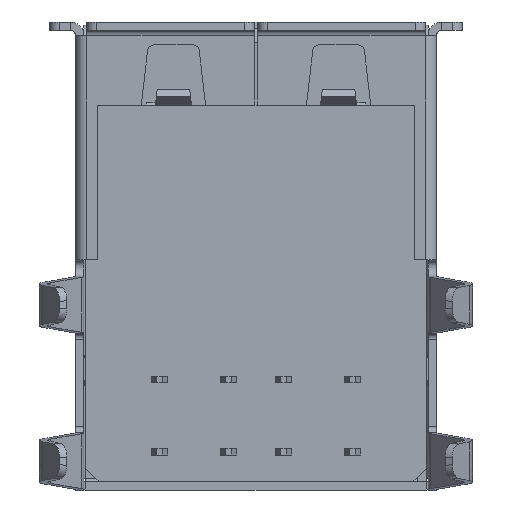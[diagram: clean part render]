
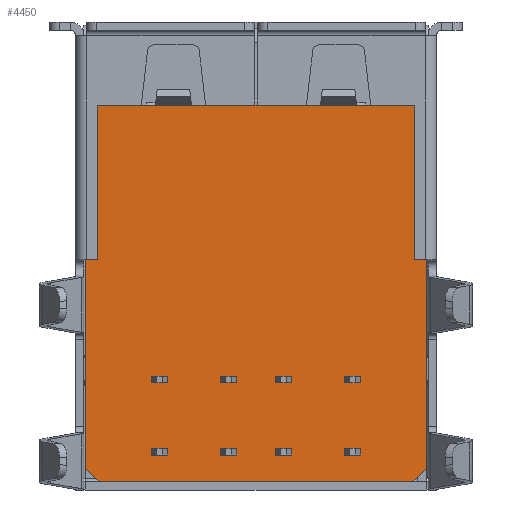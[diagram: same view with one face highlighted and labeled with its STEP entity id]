
A CAD part, front view. The second image highlights one B-rep face of the part: STEP entity #4450.
In plain terms, the highlighted planar face has unit normal (0, -1, 0).
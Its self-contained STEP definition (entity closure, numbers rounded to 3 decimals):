
#641 = EDGE_CURVE ( 'NONE', #23959, #3720, #17971, .T. ) ;
#837 = VERTEX_POINT ( 'NONE', #7958 ) ;
#850 = EDGE_CURVE ( 'NONE', #11633, #4838, #23535, .T. ) ;
#859 = CARTESIAN_POINT ( 'NONE',  ( 6.2, 0., 1.65 ) ) ;
#1298 = DIRECTION ( 'NONE',  ( 0., 0., 1. ) ) ;
#1444 = EDGE_CURVE ( 'NONE', #837, #24234, #17623, .T. ) ;
#1811 = VECTOR ( 'NONE', #15027, 1000. ) ;
#1836 = CARTESIAN_POINT ( 'NONE',  ( -6.2, 0., -5.92 ) ) ;
#2275 = DIRECTION ( 'NONE',  ( 0., 0., 1. ) ) ;
#2869 = CARTESIAN_POINT ( 'NONE',  ( 5.75, 0., 1.65 ) ) ;
#2938 = VERTEX_POINT ( 'NONE', #19221 ) ;
#3590 = ORIENTED_EDGE ( 'NONE', *, *, #641, .F. ) ;
#3720 = VERTEX_POINT ( 'NONE', #16241 ) ;
#3741 = VECTOR ( 'NONE', #5702, 1000. ) ;
#4185 = DIRECTION ( 'NONE',  ( 1., 0., 0. ) ) ;
#4241 = CARTESIAN_POINT ( 'NONE',  ( -5.75, 0., 7.25 ) ) ;
#4339 = EDGE_CURVE ( 'NONE', #10543, #23959, #5369, .T. ) ;
#4450 = ADVANCED_FACE ( 'NONE', ( #17071 ), #24009, .T. ) ;
#4594 = EDGE_CURVE ( 'NONE', #5260, #2938, #5682, .T. ) ;
#4663 = VECTOR ( 'NONE', #18434, 1000. ) ;
#4838 = VERTEX_POINT ( 'NONE', #10094 ) ;
#5053 = LINE ( 'NONE', #11883, #3741 ) ;
#5231 = ORIENTED_EDGE ( 'NONE', *, *, #10589, .F. ) ;
#5260 = VERTEX_POINT ( 'NONE', #16176 ) ;
#5369 = LINE ( 'NONE', #17075, #24571 ) ;
#5682 = LINE ( 'NONE', #23308, #23904 ) ;
#5702 = DIRECTION ( 'NONE',  ( -1., 0., 0. ) ) ;
#6306 = AXIS2_PLACEMENT_3D ( 'NONE', #13768, #26230, #22063 ) ;
#7200 = CARTESIAN_POINT ( 'NONE',  ( -6.2, 0., 1.65 ) ) ;
#7657 = EDGE_CURVE ( 'NONE', #4838, #5260, #11042, .T. ) ;
#7958 = CARTESIAN_POINT ( 'NONE',  ( 6.2, 0., -5.92 ) ) ;
#8079 = EDGE_CURVE ( 'NONE', #3720, #23532, #18413, .T. ) ;
#8610 = CARTESIAN_POINT ( 'NONE',  ( 5.75, 0., 7.25 ) ) ;
#9004 = EDGE_LOOP ( 'NONE', ( #3590, #21516, #12116, #13764, #10158, #26200, #5231, #14113, #18696, #15976 ) ) ;
#9112 = CARTESIAN_POINT ( 'NONE',  ( 5.75, 0., 7.25 ) ) ;
#10094 = CARTESIAN_POINT ( 'NONE',  ( -6.2, 0., -5.92 ) ) ;
#10158 = ORIENTED_EDGE ( 'NONE', *, *, #7657, .F. ) ;
#10289 = LINE ( 'NONE', #23523, #1811 ) ;
#10527 = VECTOR ( 'NONE', #22203, 1000. ) ;
#10543 = VERTEX_POINT ( 'NONE', #4241 ) ;
#10589 = EDGE_CURVE ( 'NONE', #24234, #11633, #5053, .T. ) ;
#11042 = LINE ( 'NONE', #7200, #19127 ) ;
#11633 = VERTEX_POINT ( 'NONE', #16868 ) ;
#11874 = CARTESIAN_POINT ( 'NONE',  ( 5.7, 0., -6.42 ) ) ;
#11883 = CARTESIAN_POINT ( 'NONE',  ( 5.7, 0., -6.42 ) ) ;
#12116 = ORIENTED_EDGE ( 'NONE', *, *, #12391, .F. ) ;
#12391 = EDGE_CURVE ( 'NONE', #2938, #10543, #26371, .T. ) ;
#13764 = ORIENTED_EDGE ( 'NONE', *, *, #4594, .F. ) ;
#13768 = CARTESIAN_POINT ( 'NONE',  ( 0., 0., -2.84 ) ) ;
#14113 = ORIENTED_EDGE ( 'NONE', *, *, #1444, .F. ) ;
#15027 = DIRECTION ( 'NONE',  ( 0., 0., -1. ) ) ;
#15976 = ORIENTED_EDGE ( 'NONE', *, *, #8079, .F. ) ;
#16176 = CARTESIAN_POINT ( 'NONE',  ( -6.2, 0., 1.65 ) ) ;
#16241 = CARTESIAN_POINT ( 'NONE',  ( 5.75, 0., 1.65 ) ) ;
#16630 = VECTOR ( 'NONE', #1298, 1000. ) ;
#16868 = CARTESIAN_POINT ( 'NONE',  ( -5.7, 0., -6.42 ) ) ;
#17071 = FACE_OUTER_BOUND ( 'NONE', #9004, .T. ) ;
#17075 = CARTESIAN_POINT ( 'NONE',  ( -5.75, 0., 7.25 ) ) ;
#17623 = LINE ( 'NONE', #18003, #10527 ) ;
#17971 = LINE ( 'NONE', #8610, #21906 ) ;
#18003 = CARTESIAN_POINT ( 'NONE',  ( 6.2, 0., -5.92 ) ) ;
#18413 = LINE ( 'NONE', #2869, #24320 ) ;
#18434 = DIRECTION ( 'NONE',  ( -0.707, 0., 0.707 ) ) ;
#18696 = ORIENTED_EDGE ( 'NONE', *, *, #24987, .F. ) ;
#19127 = VECTOR ( 'NONE', #2275, 1000. ) ;
#19221 = CARTESIAN_POINT ( 'NONE',  ( -5.75, 0., 1.65 ) ) ;
#21099 = DIRECTION ( 'NONE',  ( 0., 0., -1. ) ) ;
#21516 = ORIENTED_EDGE ( 'NONE', *, *, #4339, .F. ) ;
#21906 = VECTOR ( 'NONE', #21099, 1000. ) ;
#22063 = DIRECTION ( 'NONE',  ( 0., 0., -1. ) ) ;
#22203 = DIRECTION ( 'NONE',  ( -0.707, 0., -0.707 ) ) ;
#23187 = DIRECTION ( 'NONE',  ( 1., 0., 0. ) ) ;
#23308 = CARTESIAN_POINT ( 'NONE',  ( -5.75, 0., 1.65 ) ) ;
#23523 = CARTESIAN_POINT ( 'NONE',  ( 6.2, 0., 1.65 ) ) ;
#23532 = VERTEX_POINT ( 'NONE', #859 ) ;
#23535 = LINE ( 'NONE', #1836, #4663 ) ;
#23904 = VECTOR ( 'NONE', #4185, 1000. ) ;
#23959 = VERTEX_POINT ( 'NONE', #9112 ) ;
#24009 = PLANE ( 'NONE',  #6306 ) ;
#24234 = VERTEX_POINT ( 'NONE', #11874 ) ;
#24320 = VECTOR ( 'NONE', #26039, 1000. ) ;
#24571 = VECTOR ( 'NONE', #23187, 1000. ) ;
#24987 = EDGE_CURVE ( 'NONE', #23532, #837, #10289, .T. ) ;
#26039 = DIRECTION ( 'NONE',  ( 1., 0., 0. ) ) ;
#26174 = CARTESIAN_POINT ( 'NONE',  ( -5.75, 0., 7.25 ) ) ;
#26200 = ORIENTED_EDGE ( 'NONE', *, *, #850, .F. ) ;
#26230 = DIRECTION ( 'NONE',  ( 0., -1., 0. ) ) ;
#26371 = LINE ( 'NONE', #26174, #16630 ) ;
